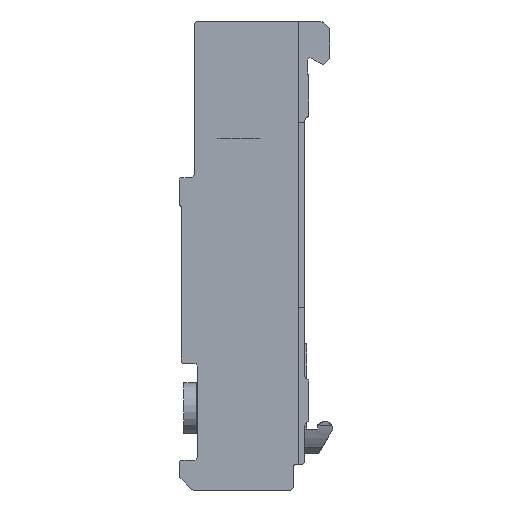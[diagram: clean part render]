
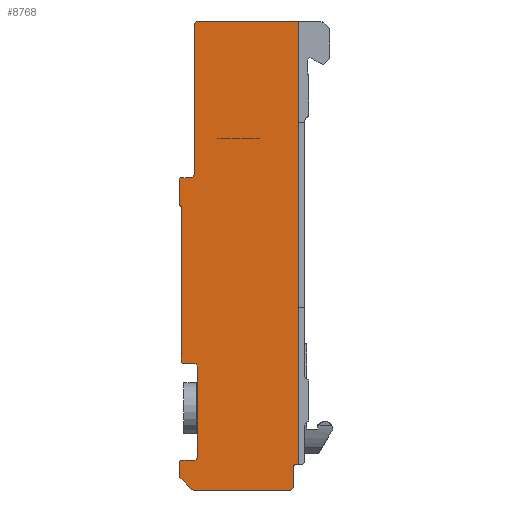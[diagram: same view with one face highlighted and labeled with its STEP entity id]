
A CAD part, front view. The second image highlights one B-rep face of the part: STEP entity #8768.
In plain terms, the highlighted planar face has unit normal (0, -1, 0).
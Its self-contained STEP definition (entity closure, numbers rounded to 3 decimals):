
#1464=PLANE('',#32871);
#2675=FACE_OUTER_BOUND('',#12133,.T.);
#3575=LINE('',#44119,#5960);
#4380=LINE('',#50361,#6765);
#4421=LINE('',#50562,#6806);
#4441=LINE('',#50622,#6826);
#4476=LINE('',#50887,#6861);
#4518=LINE('',#51153,#6903);
#4524=LINE('',#51192,#6909);
#4528=LINE('',#51204,#6913);
#4532=LINE('',#51216,#6917);
#4536=LINE('',#51228,#6921);
#4542=LINE('',#51249,#6927);
#4570=LINE('',#51364,#6955);
#4578=LINE('',#51384,#6963);
#4600=LINE('',#51481,#6985);
#5960=VECTOR('',#35043,1.);
#6765=VECTOR('',#37716,1.);
#6806=VECTOR('',#37855,1.);
#6826=VECTOR('',#37915,1.);
#6861=VECTOR('',#38050,1.);
#6903=VECTOR('',#38240,1.);
#6909=VECTOR('',#38278,1.);
#6913=VECTOR('',#38290,1.);
#6917=VECTOR('',#38302,1.);
#6921=VECTOR('',#38314,1.);
#6927=VECTOR('',#38336,1.);
#6955=VECTOR('',#38432,1.);
#6963=VECTOR('',#38448,1.);
#6985=VECTOR('',#38550,1.);
#8768=ADVANCED_FACE('',(#2675),#1464,.F.);
#12133=EDGE_LOOP('',(#16451,#16452,#16453,#16454,#16455,#16456,#16457,#16458,
#16459,#16460,#16461,#16462,#16463,#16464,#16465,#16466,#16467,#16468,#16469,
#16470,#16471,#16472,#16473,#16474,#16475,#16476,#16477));
#16451=ORIENTED_EDGE('',*,*,#27754,.F.);
#16452=ORIENTED_EDGE('',*,*,#28035,.T.);
#16453=ORIENTED_EDGE('',*,*,#27986,.F.);
#16454=ORIENTED_EDGE('',*,*,#27978,.F.);
#16455=ORIENTED_EDGE('',*,*,#25989,.F.);
#16456=ORIENTED_EDGE('',*,*,#27694,.F.);
#16457=ORIENTED_EDGE('',*,*,#27682,.F.);
#16458=ORIENTED_EDGE('',*,*,#27667,.F.);
#16459=ORIENTED_EDGE('',*,*,#27652,.F.);
#16460=ORIENTED_EDGE('',*,*,#27637,.F.);
#16461=ORIENTED_EDGE('',*,*,#27622,.F.);
#16462=ORIENTED_EDGE('',*,*,#27976,.F.);
#16463=ORIENTED_EDGE('',*,*,#27585,.F.);
#16464=ORIENTED_EDGE('',*,*,#27576,.F.);
#16465=ORIENTED_EDGE('',*,*,#27568,.F.);
#16466=ORIENTED_EDGE('',*,*,#27915,.F.);
#16467=ORIENTED_EDGE('',*,*,#27906,.F.);
#16468=ORIENTED_EDGE('',*,*,#27903,.F.);
#16469=ORIENTED_EDGE('',*,*,#27900,.F.);
#16470=ORIENTED_EDGE('',*,*,#27897,.F.);
#16471=ORIENTED_EDGE('',*,*,#27894,.F.);
#16472=ORIENTED_EDGE('',*,*,#27891,.F.);
#16473=ORIENTED_EDGE('',*,*,#27888,.F.);
#16474=ORIENTED_EDGE('',*,*,#27885,.F.);
#16475=ORIENTED_EDGE('',*,*,#27872,.F.);
#16476=ORIENTED_EDGE('',*,*,#27865,.F.);
#16477=ORIENTED_EDGE('',*,*,#27759,.F.);
#22848=VERTEX_POINT('',#44118);
#22849=VERTEX_POINT('',#44120);
#24036=VERTEX_POINT('',#50325);
#24039=VERTEX_POINT('',#50345);
#24042=VERTEX_POINT('',#50358);
#24048=VERTEX_POINT('',#50412);
#24075=VERTEX_POINT('',#50496);
#24078=VERTEX_POINT('',#50501);
#24087=VERTEX_POINT('',#50529);
#24097=VERTEX_POINT('',#50559);
#24107=VERTEX_POINT('',#50589);
#24117=VERTEX_POINT('',#50619);
#24165=VERTEX_POINT('',#50885);
#24167=VERTEX_POINT('',#50888);
#24170=VERTEX_POINT('',#50912);
#24229=VERTEX_POINT('',#51154);
#24234=VERTEX_POINT('',#51167);
#24246=VERTEX_POINT('',#51193);
#24248=VERTEX_POINT('',#51199);
#24250=VERTEX_POINT('',#51205);
#24252=VERTEX_POINT('',#51211);
#24254=VERTEX_POINT('',#51217);
#24256=VERTEX_POINT('',#51223);
#24258=VERTEX_POINT('',#51229);
#24260=VERTEX_POINT('',#51235);
#24319=VERTEX_POINT('',#51369);
#24321=VERTEX_POINT('',#51374);
#25989=EDGE_CURVE('',#22848,#22849,#3575,.T.);
#27568=EDGE_CURVE('',#24039,#24036,#30720,.T.);
#27576=EDGE_CURVE('',#24036,#24042,#4380,.T.);
#27585=EDGE_CURVE('',#24042,#24048,#30721,.T.);
#27622=EDGE_CURVE('',#24078,#24075,#30731,.T.);
#27637=EDGE_CURVE('',#24075,#24087,#30732,.T.);
#27652=EDGE_CURVE('',#24087,#24097,#4421,.T.);
#27667=EDGE_CURVE('',#24097,#24107,#30733,.T.);
#27682=EDGE_CURVE('',#24107,#24117,#4441,.T.);
#27694=EDGE_CURVE('',#24117,#22848,#30734,.T.);
#27754=EDGE_CURVE('',#24165,#24167,#4476,.T.);
#27759=EDGE_CURVE('',#24167,#24170,#30753,.T.);
#27865=EDGE_CURVE('',#24170,#24229,#4518,.T.);
#27872=EDGE_CURVE('',#24229,#24234,#30818,.T.);
#27885=EDGE_CURVE('',#24234,#24246,#4524,.T.);
#27888=EDGE_CURVE('',#24246,#24248,#30830,.T.);
#27891=EDGE_CURVE('',#24248,#24250,#4528,.T.);
#27894=EDGE_CURVE('',#24250,#24252,#30832,.T.);
#27897=EDGE_CURVE('',#24252,#24254,#4532,.T.);
#27900=EDGE_CURVE('',#24254,#24256,#30834,.T.);
#27903=EDGE_CURVE('',#24256,#24258,#4536,.T.);
#27906=EDGE_CURVE('',#24258,#24260,#30836,.T.);
#27915=EDGE_CURVE('',#24260,#24039,#4542,.T.);
#27976=EDGE_CURVE('',#24048,#24078,#4570,.T.);
#27978=EDGE_CURVE('',#22849,#24319,#30875,.T.);
#27986=EDGE_CURVE('',#24319,#24321,#4578,.T.);
#28035=EDGE_CURVE('',#24165,#24321,#4600,.T.);
#30720=CIRCLE('',#32560,0.2);
#30721=CIRCLE('',#32567,0.2);
#30731=CIRCLE('',#32590,0.2);
#30732=CIRCLE('',#32605,0.2);
#30733=CIRCLE('',#32625,0.2);
#30734=CIRCLE('',#32645,0.2);
#30753=CIRCLE('',#32684,0.2);
#30818=CIRCLE('',#32761,0.2);
#30830=CIRCLE('',#32775,0.2);
#30832=CIRCLE('',#32779,0.2);
#30834=CIRCLE('',#32783,0.2);
#30836=CIRCLE('',#32787,0.2);
#30875=CIRCLE('',#32829,0.2);
#32560=AXIS2_PLACEMENT_3D('',#50346,#37701,#37702);
#32567=AXIS2_PLACEMENT_3D('',#50430,#37726,#37727);
#32590=AXIS2_PLACEMENT_3D('',#50502,#37792,#37793);
#32605=AXIS2_PLACEMENT_3D('',#50532,#37827,#37828);
#32625=AXIS2_PLACEMENT_3D('',#50592,#37887,#37888);
#32645=AXIS2_PLACEMENT_3D('',#50643,#37944,#37945);
#32684=AXIS2_PLACEMENT_3D('',#50911,#38056,#38057);
#32761=AXIS2_PLACEMENT_3D('',#51166,#38252,#38253);
#32775=AXIS2_PLACEMENT_3D('',#51198,#38284,#38285);
#32779=AXIS2_PLACEMENT_3D('',#51210,#38296,#38297);
#32783=AXIS2_PLACEMENT_3D('',#51222,#38308,#38309);
#32787=AXIS2_PLACEMENT_3D('',#51234,#38320,#38321);
#32829=AXIS2_PLACEMENT_3D('',#51368,#38437,#38438);
#32871=AXIS2_PLACEMENT_3D('',#51482,#38551,#38552);
#35043=DIRECTION('',(0.,0.,1.));
#37701=DIRECTION('',(0.,-1.,0.));
#37702=DIRECTION('',(1.,0.,0.));
#37716=DIRECTION('',(-1.,0.,0.));
#37726=DIRECTION('',(0.,1.,0.));
#37727=DIRECTION('',(1.,0.,0.));
#37792=DIRECTION('',(0.,-1.,0.));
#37793=DIRECTION('',(1.,0.,0.));
#37827=DIRECTION('',(0.,1.,0.));
#37828=DIRECTION('',(1.,0.,0.));
#37855=DIRECTION('',(0.,0.,1.));
#37887=DIRECTION('',(0.,1.,0.));
#37888=DIRECTION('',(1.,0.,0.));
#37915=DIRECTION('',(1.,0.,0.));
#37944=DIRECTION('',(0.,-1.,0.));
#37945=DIRECTION('',(1.,0.,0.));
#38050=DIRECTION('',(-1.,0.,0.));
#38056=DIRECTION('',(0.,-1.,0.));
#38057=DIRECTION('',(1.,0.,0.));
#38240=DIRECTION('',(0.,0.,-1.));
#38252=DIRECTION('',(0.,1.,0.));
#38253=DIRECTION('',(1.,0.,0.));
#38278=DIRECTION('',(-1.,0.,0.));
#38284=DIRECTION('',(0.,1.,0.));
#38285=DIRECTION('',(1.,0.,0.));
#38290=DIRECTION('',(-0.707,0.,0.707));
#38296=DIRECTION('',(0.,1.,0.));
#38297=DIRECTION('',(1.,0.,0.));
#38302=DIRECTION('',(0.,0.,1.));
#38308=DIRECTION('',(0.,1.,0.));
#38309=DIRECTION('',(1.,0.,0.));
#38314=DIRECTION('',(1.,0.,0.));
#38320=DIRECTION('',(0.,-1.,0.));
#38321=DIRECTION('',(1.,0.,0.));
#38336=DIRECTION('',(0.,0.,1.));
#38432=DIRECTION('',(0.,0.,1.));
#38437=DIRECTION('',(0.,1.,0.));
#38438=DIRECTION('',(1.,0.,0.));
#38448=DIRECTION('',(1.,0.,0.));
#38550=DIRECTION('',(0.,0.,1.));
#38551=DIRECTION('',(0.,1.,0.));
#38552=DIRECTION('',(1.,0.,0.));
#44118=CARTESIAN_POINT('',(-17.85,-1132.,-10.034));
#44119=CARTESIAN_POINT('',(-17.85,-1132.,-10.034));
#44120=CARTESIAN_POINT('',(-17.85,-1132.,1.566));
#50325=CARTESIAN_POINT('',(-17.8,-1132.,-24.584));
#50345=CARTESIAN_POINT('',(-17.6,-1132.,-24.784));
#50346=CARTESIAN_POINT('',(-17.8,-1132.,-24.784));
#50358=CARTESIAN_POINT('',(-18.65,-1132.,-24.584));
#50361=CARTESIAN_POINT('',(-17.8,-1132.,-24.584));
#50412=CARTESIAN_POINT('',(-18.85,-1132.,-24.384));
#50430=CARTESIAN_POINT('',(-18.65,-1132.,-24.384));
#50496=CARTESIAN_POINT('',(-18.925,-1132.,-12.391));
#50501=CARTESIAN_POINT('',(-18.85,-1132.,-12.547));
#50502=CARTESIAN_POINT('',(-19.05,-1132.,-12.547));
#50529=CARTESIAN_POINT('',(-19.,-1132.,-12.234));
#50532=CARTESIAN_POINT('',(-18.8,-1132.,-12.234));
#50559=CARTESIAN_POINT('',(-19.,-1132.,-10.434));
#50562=CARTESIAN_POINT('',(-19.,-1132.,-12.234));
#50589=CARTESIAN_POINT('',(-18.8,-1132.,-10.234));
#50592=CARTESIAN_POINT('',(-18.8,-1132.,-10.434));
#50619=CARTESIAN_POINT('',(-18.05,-1132.,-10.234));
#50622=CARTESIAN_POINT('',(-18.8,-1132.,-10.234));
#50643=CARTESIAN_POINT('',(-18.05,-1132.,-10.034));
#50885=CARTESIAN_POINT('',(-9.8,-1132.,-32.334));
#50887=CARTESIAN_POINT('',(-9.5,-1132.,-32.334));
#50888=CARTESIAN_POINT('',(-10.,-1132.,-32.334));
#50911=CARTESIAN_POINT('',(-10.,-1132.,-32.534));
#50912=CARTESIAN_POINT('',(-10.2,-1132.,-32.534));
#51153=CARTESIAN_POINT('',(-10.2,-1132.,-32.534));
#51154=CARTESIAN_POINT('',(-10.2,-1132.,-34.134));
#51166=CARTESIAN_POINT('',(-10.4,-1132.,-34.134));
#51167=CARTESIAN_POINT('',(-10.4,-1132.,-34.334));
#51192=CARTESIAN_POINT('',(-10.4,-1132.,-34.334));
#51193=CARTESIAN_POINT('',(-17.917,-1132.,-34.334));
#51198=CARTESIAN_POINT('',(-17.917,-1132.,-34.134));
#51199=CARTESIAN_POINT('',(-18.059,-1132.,-34.276));
#51204=CARTESIAN_POINT('',(-18.059,-1132.,-34.276));
#51205=CARTESIAN_POINT('',(-18.941,-1132.,-33.393));
#51210=CARTESIAN_POINT('',(-18.8,-1132.,-33.252));
#51211=CARTESIAN_POINT('',(-19.,-1132.,-33.252));
#51216=CARTESIAN_POINT('',(-19.,-1132.,-33.252));
#51217=CARTESIAN_POINT('',(-19.,-1132.,-32.234));
#51222=CARTESIAN_POINT('',(-18.8,-1132.,-32.234));
#51223=CARTESIAN_POINT('',(-18.8,-1132.,-32.034));
#51228=CARTESIAN_POINT('',(-18.8,-1132.,-32.034));
#51229=CARTESIAN_POINT('',(-17.8,-1132.,-32.034));
#51234=CARTESIAN_POINT('',(-17.8,-1132.,-31.834));
#51235=CARTESIAN_POINT('',(-17.6,-1132.,-31.834));
#51249=CARTESIAN_POINT('',(-17.6,-1132.,-31.834));
#51364=CARTESIAN_POINT('',(-18.85,-1132.,-24.384));
#51368=CARTESIAN_POINT('',(-17.65,-1132.,1.566));
#51369=CARTESIAN_POINT('',(-17.65,-1132.,1.766));
#51374=CARTESIAN_POINT('',(-9.8,-1132.,1.766));
#51384=CARTESIAN_POINT('',(-17.65,-1132.,1.766));
#51481=CARTESIAN_POINT('',(-9.8,-1132.,-37.944));
#51482=CARTESIAN_POINT('',(-9.2,-1132.,-5.434));
